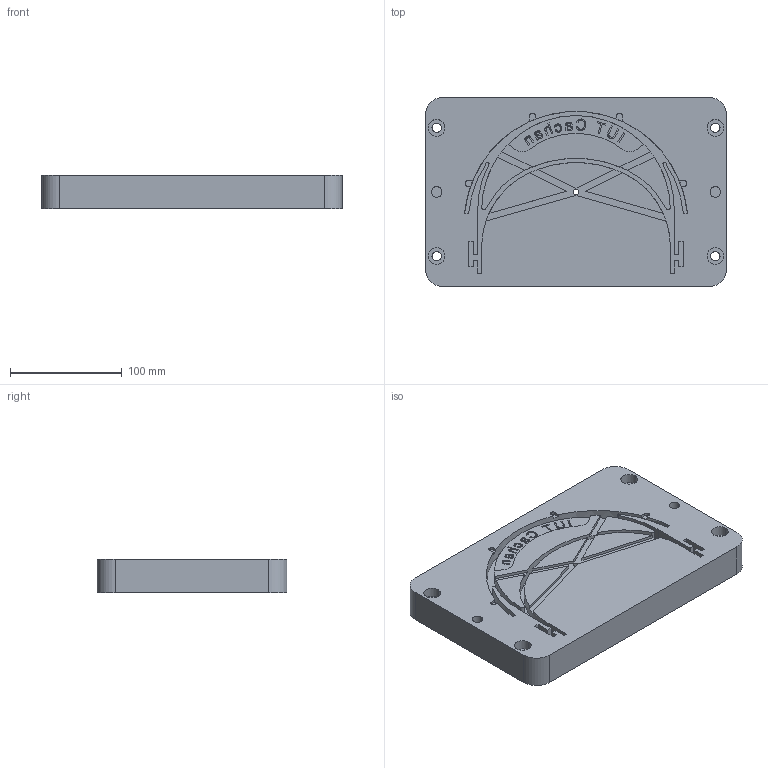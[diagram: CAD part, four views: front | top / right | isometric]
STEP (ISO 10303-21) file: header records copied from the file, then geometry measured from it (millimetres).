
FILE_DESCRIPTION (( 'STEP AP214' ), '1' );
FILE_NAME ('Moule avant.STEP', '2020-04-07T07:47:00', ( '' ), ( '' ), 'SwSTEP 2.0', 'SolidWorks 2018', '' );
FILE_SCHEMA (( 'AUTOMOTIVE_DESIGN' ));
Length unit declared in the file: millimetre
Products named in the file (1): Moule avant
Bounding box: 270 x 170 x 30 mm (x, y, z)
Volume: 1315373.4 mm3; surface area: 138039.2 mm2
Topology: 1 solids, 1 shells, 249 faces, 684 edges, 456 vertices
Faces by surface type: plane 136, bspline 58, cylinder 55
Entity records: 11308 total; most frequent: CARTESIAN_POINT 5176, ORIENTED_EDGE 1368, DIRECTION 1088, EDGE_CURVE 684, VERTEX_POINT 456, LINE 432, VECTOR 432, AXIS2_PLACEMENT_3D 328
